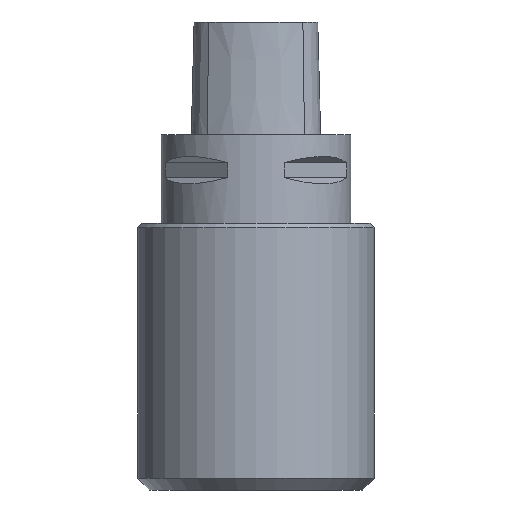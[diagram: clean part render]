
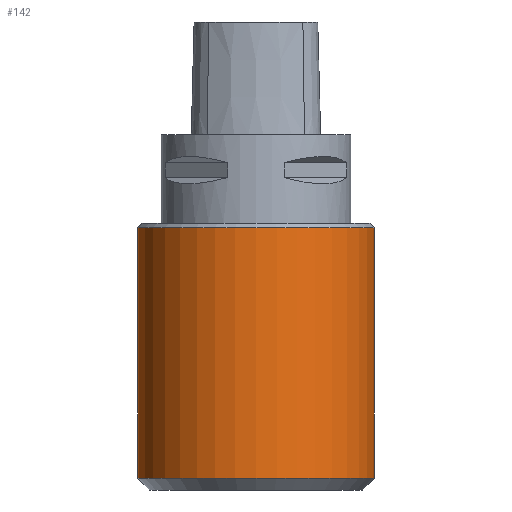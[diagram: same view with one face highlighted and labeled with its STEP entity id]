
A CAD part, front view. The second image highlights one B-rep face of the part: STEP entity #142.
In plain terms, the highlighted cylindrical face has radius 20 mm (diameter 40 mm), a full revolution.
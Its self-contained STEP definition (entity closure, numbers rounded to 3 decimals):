
#70=CYLINDRICAL_SURFACE('',#497,20.);
#142=ADVANCED_FACE('',(#185,#186),#70,.T.);
#185=FACE_BOUND('',#216,.T.);
#186=FACE_BOUND('',#217,.T.);
#216=EDGE_LOOP('',(#288));
#217=EDGE_LOOP('',(#289));
#288=ORIENTED_EDGE('',*,*,#394,.F.);
#289=ORIENTED_EDGE('',*,*,#395,.T.);
#350=VERTEX_POINT('',#738);
#351=VERTEX_POINT('',#742);
#394=EDGE_CURVE('',#350,#350,#420,.T.);
#395=EDGE_CURVE('',#351,#351,#421,.T.);
#420=CIRCLE('',#492,20.);
#421=CIRCLE('',#495,20.);
#492=AXIS2_PLACEMENT_3D('',#737,#603,#604);
#495=AXIS2_PLACEMENT_3D('',#741,#609,#610);
#497=AXIS2_PLACEMENT_3D('',#744,#613,#614);
#603=DIRECTION('',(0.,0.,1.));
#604=DIRECTION('',(1.,0.,0.));
#609=DIRECTION('',(0.,0.,1.));
#610=DIRECTION('',(1.,0.,0.));
#613=DIRECTION('',(0.,0.,1.));
#614=DIRECTION('',(1.,0.,0.));
#737=CARTESIAN_POINT('',(0.,0.,-15.7));
#738=CARTESIAN_POINT('',(20.,0.,-15.7));
#741=CARTESIAN_POINT('',(0.,0.,-58.));
#742=CARTESIAN_POINT('',(20.,0.,-58.));
#744=CARTESIAN_POINT('',(0.,0.,-60.));
